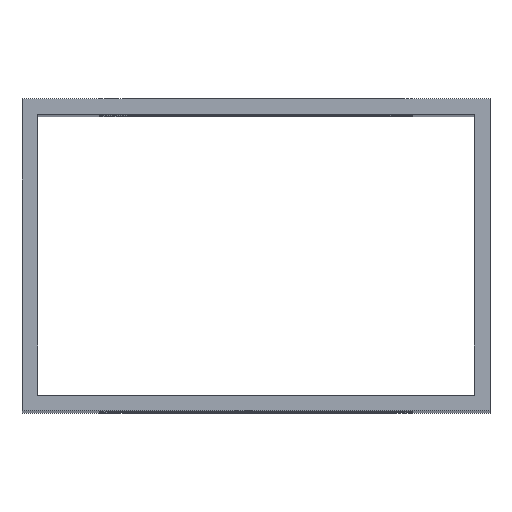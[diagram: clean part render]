
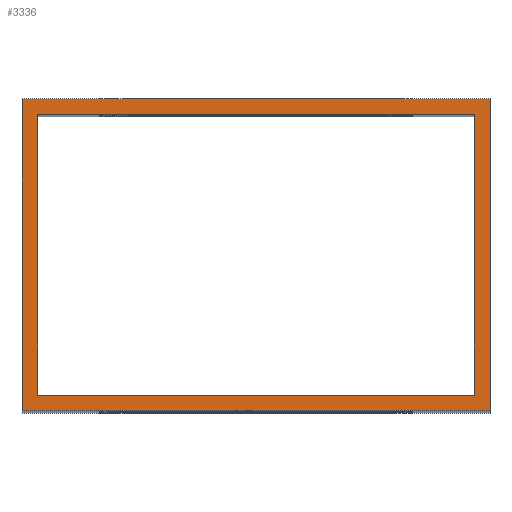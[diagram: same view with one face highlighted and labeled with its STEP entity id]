
A CAD part, top view. The second image highlights one B-rep face of the part: STEP entity #3336.
In plain terms, the highlighted planar face has unit normal (0, 0, 1).
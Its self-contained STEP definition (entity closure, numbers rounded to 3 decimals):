
#79=FACE_BOUND('',#721,.T.);
#172=PLANE('',#3568);
#494=FACE_OUTER_BOUND('',#720,.T.);
#720=EDGE_LOOP('',(#3037,#3038,#3039,#3040));
#721=EDGE_LOOP('',(#3041,#3042,#3043,#3044));
#933=LINE('',#7213,#1197);
#937=LINE('',#7222,#1201);
#941=LINE('',#7229,#1205);
#944=LINE('',#7235,#1208);
#945=LINE('',#7237,#1209);
#1005=LINE('',#7428,#1269);
#1006=LINE('',#7431,#1270);
#1007=LINE('',#7432,#1271);
#1197=VECTOR('',#4047,10.);
#1201=VECTOR('',#4053,10.);
#1205=VECTOR('',#4059,10.);
#1208=VECTOR('',#4064,10.);
#1209=VECTOR('',#4067,10.);
#1269=VECTOR('',#4263,10.);
#1270=VECTOR('',#4266,10.);
#1271=VECTOR('',#4267,10.);
#1615=VERTEX_POINT('',#7210);
#1616=VERTEX_POINT('',#7212);
#1619=VERTEX_POINT('',#7219);
#1620=VERTEX_POINT('',#7221);
#1622=VERTEX_POINT('',#7227);
#1624=VERTEX_POINT('',#7233);
#1687=VERTEX_POINT('',#7426);
#1688=VERTEX_POINT('',#7430);
#2057=EDGE_CURVE('',#1615,#1616,#933,.T.);
#2061=EDGE_CURVE('',#1620,#1619,#937,.T.);
#2065=EDGE_CURVE('',#1619,#1622,#941,.T.);
#2068=EDGE_CURVE('',#1622,#1624,#944,.T.);
#2069=EDGE_CURVE('',#1624,#1620,#945,.T.);
#2165=EDGE_CURVE('',#1615,#1687,#1005,.T.);
#2166=EDGE_CURVE('',#1688,#1687,#1006,.T.);
#2167=EDGE_CURVE('',#1616,#1688,#1007,.T.);
#3037=ORIENTED_EDGE('',*,*,#2165,.T.);
#3038=ORIENTED_EDGE('',*,*,#2166,.F.);
#3039=ORIENTED_EDGE('',*,*,#2167,.F.);
#3040=ORIENTED_EDGE('',*,*,#2057,.F.);
#3041=ORIENTED_EDGE('',*,*,#2061,.T.);
#3042=ORIENTED_EDGE('',*,*,#2065,.T.);
#3043=ORIENTED_EDGE('',*,*,#2068,.T.);
#3044=ORIENTED_EDGE('',*,*,#2069,.T.);
#3336=ADVANCED_FACE('',(#494,#79),#172,.T.);
#3568=AXIS2_PLACEMENT_3D('',#7429,#4264,#4265);
#4047=DIRECTION('',(0.,-1.,0.));
#4053=DIRECTION('',(1.,0.,0.));
#4059=DIRECTION('',(0.,-1.,0.));
#4064=DIRECTION('',(-1.,0.,0.));
#4067=DIRECTION('',(0.,1.,0.));
#4263=DIRECTION('',(-1.,0.,0.));
#4264=DIRECTION('center_axis',(0.,0.,1.));
#4265=DIRECTION('ref_axis',(0.,1.,0.));
#4266=DIRECTION('',(0.,1.,0.));
#4267=DIRECTION('',(-1.,0.,0.));
#7210=CARTESIAN_POINT('',(30.1,10.,45.75));
#7212=CARTESIAN_POINT('',(30.1,-10.,45.75));
#7213=CARTESIAN_POINT('',(30.1,10.,45.75));
#7219=CARTESIAN_POINT('',(29.1,9.,45.75));
#7221=CARTESIAN_POINT('',(1.1,9.,45.75));
#7222=CARTESIAN_POINT('',(1.1,9.,45.75));
#7227=CARTESIAN_POINT('',(29.1,-9.,45.75));
#7229=CARTESIAN_POINT('',(29.1,9.,45.75));
#7233=CARTESIAN_POINT('',(1.1,-9.,45.75));
#7235=CARTESIAN_POINT('',(29.1,-9.,45.75));
#7237=CARTESIAN_POINT('',(1.1,-10.,45.75));
#7426=CARTESIAN_POINT('',(0.1,10.,45.75));
#7428=CARTESIAN_POINT('',(1.1,10.,45.75));
#7429=CARTESIAN_POINT('Origin',(1.1,-10.,45.75));
#7430=CARTESIAN_POINT('',(0.1,-10.,45.75));
#7431=CARTESIAN_POINT('',(0.1,-10.,45.75));
#7432=CARTESIAN_POINT('',(1.1,-10.,45.75));
